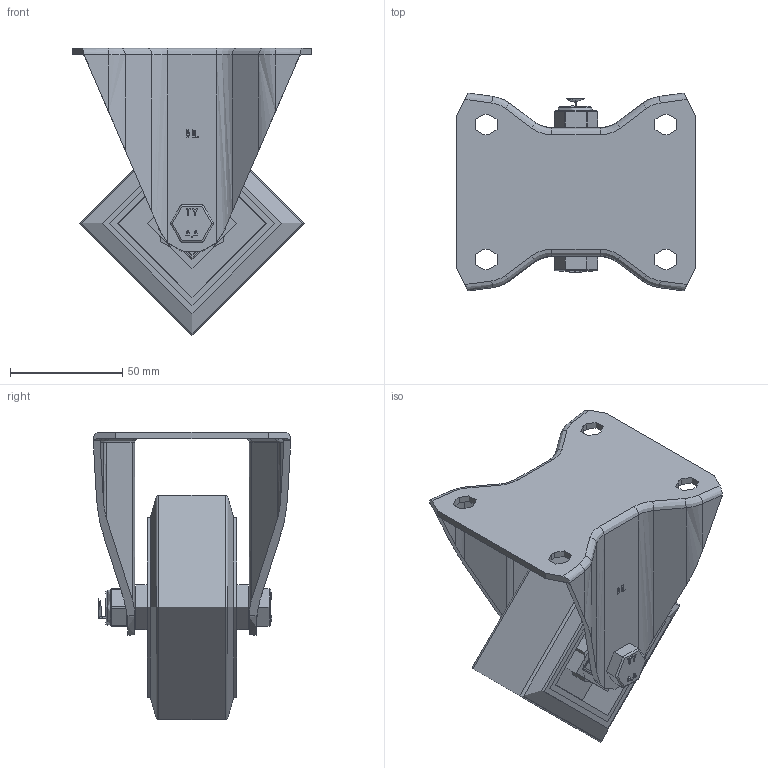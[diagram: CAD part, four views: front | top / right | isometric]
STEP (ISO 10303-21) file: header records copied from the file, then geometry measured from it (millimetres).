
FILE_DESCRIPTION(/* description */ (''),/* implementation_level */ '2;1');
FILE_NAME(/* name */ 'BZEHF100ERBJ.step',/* time_stamp */ '2025-05-08T13:12:25+01:00',/* author */ (''),/* organization */ (''),/* preprocessor_version */ 'ST-DEVELOPER v20.1',/* originating_system */ 'Autodesk Translation Framework v14.4.0.0',/* authorisation */ '');
FILE_SCHEMA (('AUTOMOTIVE_DESIGN { 1 0 10303 214 3 1 1 }'));
Length unit declared in the file: millimetre
Products named in the file (29): BZEHF100ERBJ; BZHF100AS v1; ZINC PLATED, PRESSED STEEL BRACKET; BZH100WERBJM15 v1; 65 SHORE A BLACK ELASTIC RUBBER; ALUMINIUM RIM; ALUMINIUM RIM Geometry; SPACER; BEARING6002; BALL BEARINGS; STEEL; BEARING6002 (1); BALL BEARINGS (1); Component3; STEEL (1); STEEL 1; STEEL 3; STEEL 2; RUBBER; TH15X5X10 - 3 v1; ZINC PLATED HEADED SPACER; TH15X5X10 - 3 v1 (1); ZINC PLATED HEADED SPACER (1); HEXBOLTM10X70Z8.8 v2; GRADE 8.8 THREADED ZINC PLATED BOLT; NYLOCM10Z v1; NYLOC NUT; RUBBER (1); NUT
Assembly tree (49 placements, depth 5):
  BZEHF100ERBJ
    BZHF100AS v1
      ZINC PLATED, PRESSED STEEL BRACKET
    BZH100WERBJM15 v1
      65 SHORE A BLACK ELASTIC RUBBER
      ALUMINIUM RIM
        ALUMINIUM RIM Geometry
        SPACER
      BEARING6002
        BALL BEARINGS
          Component3  x9
        STEEL
          STEEL 1
          STEEL 3
          STEEL 2
        RUBBER
      BEARING6002 (1)
        BALL BEARINGS (1)
          Component3  x9
        STEEL (1)
          STEEL 1
          STEEL 3
          STEEL 2
        RUBBER
    TH15X5X10 - 3 v1
      ZINC PLATED HEADED SPACER
    TH15X5X10 - 3 v1 (1)
      ZINC PLATED HEADED SPACER (1)
    HEXBOLTM10X70Z8.8 v2
      GRADE 8.8 THREADED ZINC PLATED BOLT
    NYLOCM10Z v1
      NYLOC NUT
        RUBBER (1)
        NUT
Bounding box: 106 x 88 x 128 mm (x, y, z)
Volume: 285106.2 mm3; surface area: 120858.4 mm2
Topology: 37 solids, 37 shells, 1079 faces, 2740 edges, 1791 vertices
Faces by surface type: plane 452, bspline 316, cylinder 210, sphere 66, torus 23, cone 12
Full cylindrical faces by diameter (mm): 8.141 x18, 9.85 x19, 10 x3, 10.25 x2, 10.5 x2, 12 x2, 14.75 x2, 15 x3, 16 x2, 18 x2, 20 x8, 21 x4, 21.6 x4, 27.4 x4, 28 x4, 28.4 x6, 32 x4, 40 x2, 73 x2, 80 x2, 100 x1
Entity records: 29255 total; most frequent: CARTESIAN_POINT 12241, ORIENTED_EDGE 3590, DIRECTION 2951, EDGE_CURVE 1795, VERTEX_POINT 1165, AXIS2_PLACEMENT_3D 1051, LINE 849, VECTOR 849
